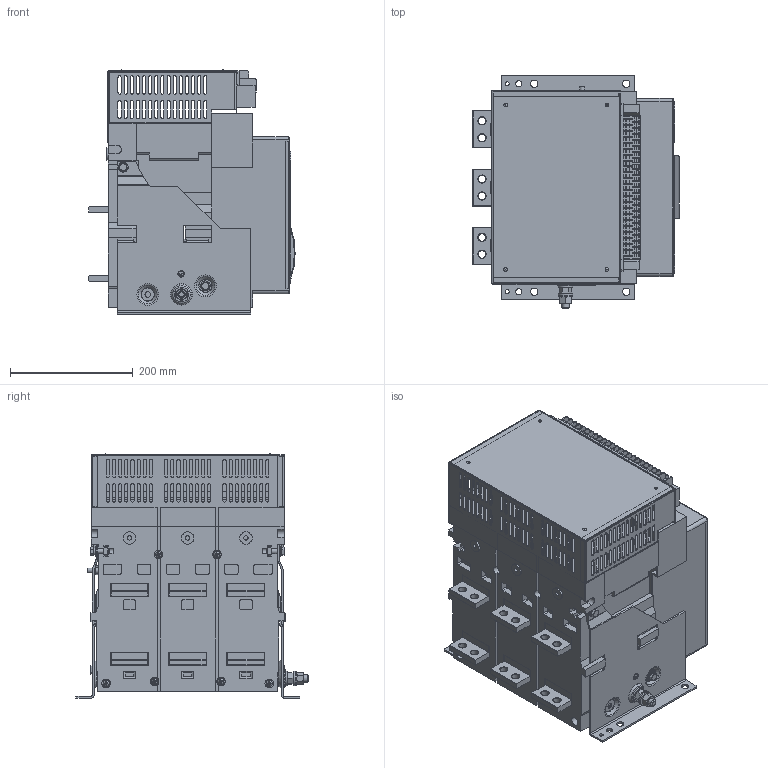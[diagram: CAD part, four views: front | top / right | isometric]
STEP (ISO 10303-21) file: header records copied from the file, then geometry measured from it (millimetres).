
FILE_DESCRIPTION(('STEP AP203'), '1');
FILE_NAME('14.01.03.1.000350 ESQ ﾂﾀ99-40A 3F M0C0S0 630ﾀ', '', ('UNSPECIFIED'), ('UNSPECIFIED'), 'C3D Converter', 'C3D Toolkit', '');
FILE_SCHEMA(('CONFIG_CONTROL_DESIGN'));
Length unit declared in the file: millimetre
Products named in the file (1): 14.01.03.1.000350
Bounding box: 336.3 x 379 x 397.97 mm (x, y, z)
Volume: 6701572.6 mm3; surface area: 1966347.6 mm2
Topology: 111 solids, 111 shells, 2872 faces, 7431 edges, 4837 vertices
Faces by surface type: plane 2083, cylinder 607, cone 116, torus 35, bspline 17, sphere 14
Full cylindrical faces by diameter (mm): 4 x47, 4.134 x4, 6 x10, 6.5 x2, 6.647 x2, 6.8 x1, 7 x3, 8 x5, 9 x10, 9.2 x1, 9.5 x1, 10 x12, 10.5 x1, 10.647 x2, 12 x5, 12.5 x12, 13 x4, 13.8 x4, 14 x6, 14.7 x1, 16 x4, 19.8 x2, 20 x3, 23 x4, 24 x3
Entity records: 114332 total; most frequent: CARTESIAN_POINT 19446, ORIENTED_EDGE 14342, DIRECTION 14330, EDGE_CURVE 7171, LINE 5426, VECTOR 5426, VERTEX_POINT 4914, AXIS2_PLACEMENT_3D 4452
